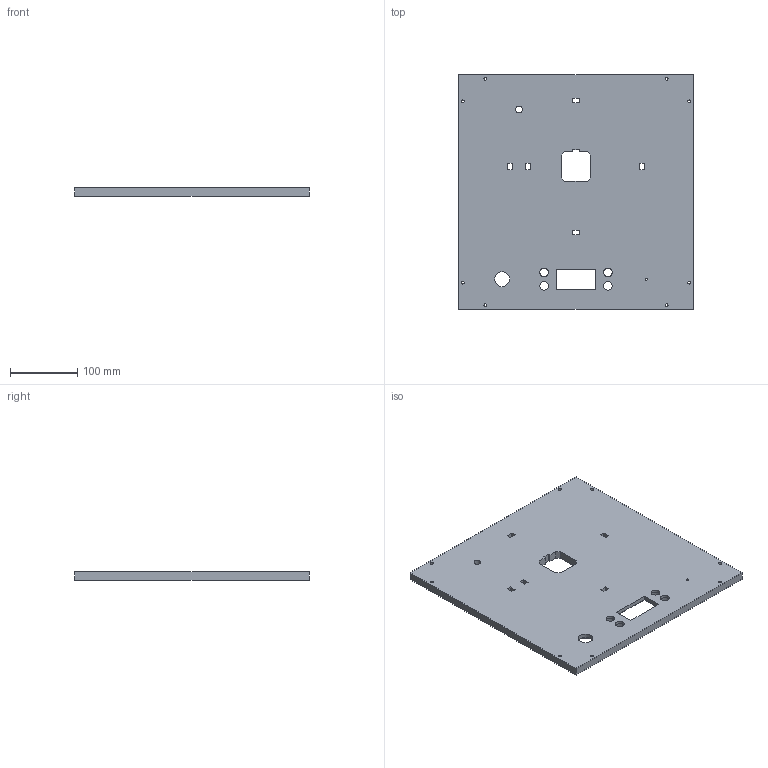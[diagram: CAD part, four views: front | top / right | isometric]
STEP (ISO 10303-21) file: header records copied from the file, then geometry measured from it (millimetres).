
FILE_DESCRIPTION(/* description */ ('','CAx-IF Rec.Pracs.---Representation and Presentation of Product Manufacturing Information (PMI)---4.0---2014-10-13'),/* implementation_level */ '2;1');
FILE_NAME(/* name */ 'Deckel v22.step',/* time_stamp */ '2025-02-12T11:50:36+01:00',/* author */ (''),/* organization */ (''),/* preprocessor_version */ 'ST-DEVELOPER v20',/* originating_system */ 'Autodesk Translation Framework v13.20.0.188',/* authorisation */ '');
FILE_SCHEMA (('AP242_MANAGED_MODEL_BASED_3D_ENGINEERING_MIM_LF { 1 0 10303 442 1 1 4 }'));
Length unit declared in the file: millimetre
Products named in the file (1): Deckel
Bounding box: 350 x 350 x 12 mm (x, y, z)
Volume: 1390818.8 mm3; surface area: 263592.3 mm2
Topology: 1 solids, 1 shells, 90 faces, 244 edges, 154 vertices
Faces by surface type: plane 66, cylinder 24
Full cylindrical faces by diameter (mm): 3 x1, 4.5 x8, 10 x1, 13 x4, 22.1 x1, 35 x1
Entity records: 2933 total; most frequent: ORIENTED_EDGE 492, CARTESIAN_POINT 491, DIRECTION 478, EDGE_CURVE 246, LINE 196, VECTOR 196, VERTEX_POINT 154, AXIS2_PLACEMENT_3D 141
